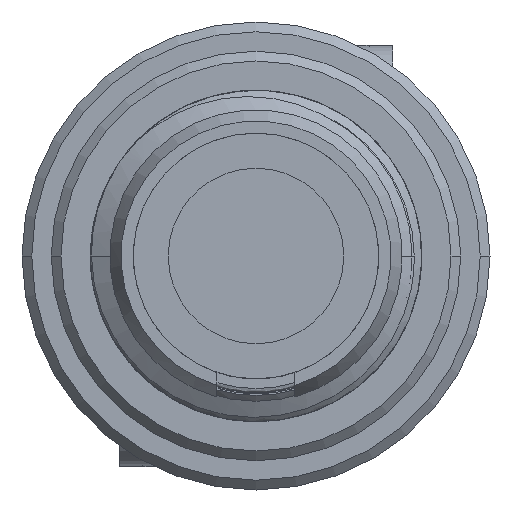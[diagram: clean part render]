
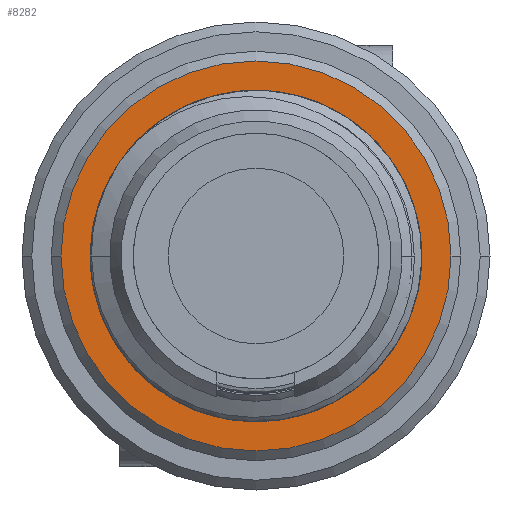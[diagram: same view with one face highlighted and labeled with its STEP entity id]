
A CAD part, left-side view. The second image highlights one B-rep face of the part: STEP entity #8282.
In plain terms, the highlighted planar face has unit normal (-1, 0, 0).
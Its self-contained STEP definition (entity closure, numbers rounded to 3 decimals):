
#1791=CARTESIAN_POINT('',(13.943,12.,-12.));
#1792=DIRECTION('',(1.,0.,0.));
#1793=DIRECTION('',(0.,1.,0.));
#1794=AXIS2_PLACEMENT_3D('',#1791,#1792,#1793);
#1796=CARTESIAN_POINT('',(13.943,12.,-12.));
#1797=DIRECTION('',(-1.,0.,0.));
#1798=DIRECTION('',(0.,1.,0.));
#1799=AXIS2_PLACEMENT_3D('',#1796,#1797,#1798);
#1809=CARTESIAN_POINT('',(13.943,12.,-12.));
#1810=DIRECTION('',(-1.,0.,0.));
#1811=DIRECTION('',(0.,1.,0.));
#1812=AXIS2_PLACEMENT_3D('',#1809,#1810,#1811);
#1814=CARTESIAN_POINT('',(13.943,12.,-12.));
#1815=DIRECTION('',(1.,0.,0.));
#1816=DIRECTION('',(0.,1.,0.));
#1817=AXIS2_PLACEMENT_3D('',#1814,#1815,#1816);
#5331=CARTESIAN_POINT('',(13.943,19.75,-12.));
#5333=VERTEX_POINT('',#5331);
#5351=CARTESIAN_POINT('',(13.943,4.25,-12.));
#5353=VERTEX_POINT('',#5351);
#5409=CARTESIAN_POINT('',(13.943,22.,-12.));
#5410=VERTEX_POINT('',#5409);
#5417=CARTESIAN_POINT('',(13.943,2.,-12.));
#5418=VERTEX_POINT('',#5417);
#8267=CARTESIAN_POINT('',(13.943,12.,-12.));
#8268=DIRECTION('',(1.,0.,0.));
#8269=DIRECTION('',(0.,-1.,0.));
#8270=AXIS2_PLACEMENT_3D('',#8267,#8268,#8269);
#8271=PLANE('78',#8270);
#8272=ORIENTED_EDGE('501',*,*,#8249,.T.);
#8273=ORIENTED_EDGE('505',*,*,#8260,.F.);
#8274=EDGE_LOOP('78',(#8272,#8273));
#8275=FACE_OUTER_BOUND('78',#8274,.F.);
#8277=ORIENTED_EDGE('452',*,*,#8276,.T.);
#8279=ORIENTED_EDGE('443',*,*,#8278,.F.);
#8280=EDGE_LOOP('78',(#8277,#8279));
#8281=FACE_BOUND('78',#8280,.F.);
#1795=CIRCLE('501',#1794,10.);
#1800=CIRCLE('505',#1799,10.);
#1813=CIRCLE('452',#1812,7.75);
#1818=CIRCLE('443',#1817,7.75);
#8249=EDGE_CURVE('501',#5410,#5418,#1795,.T.);
#8260=EDGE_CURVE('505',#5410,#5418,#1800,.T.);
#8276=EDGE_CURVE('452',#5333,#5353,#1813,.T.);
#8278=EDGE_CURVE('443',#5333,#5353,#1818,.T.);
#8282=ADVANCED_FACE('78',(#8275,#8281),#8271,.F.);
